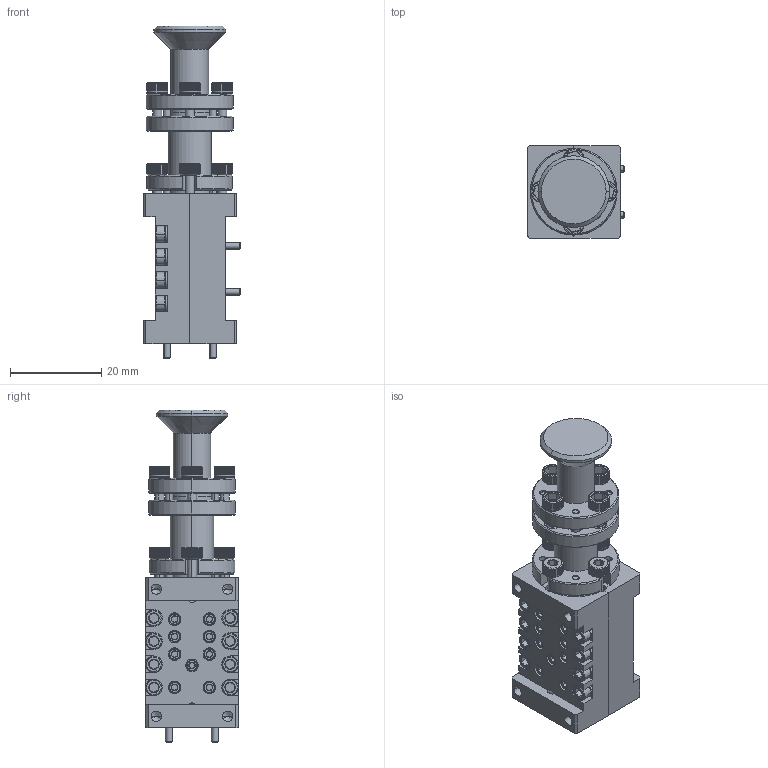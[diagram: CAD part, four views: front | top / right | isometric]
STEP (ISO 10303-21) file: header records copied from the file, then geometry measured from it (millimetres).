
FILE_DESCRIPTION (( 'STEP AP203' ), '1' );
FILE_NAME ('SAF-5037531340-165-S1-148-DP.STEP', '2019-06-28T21:25:27', ( '' ), ( '' ), 'SwSTEP 2.0', 'SolidWorks 2016', '' );
FILE_SCHEMA (( 'CONFIG_CONTROL_DESIGN' ));
Products named in the file (1): SAF-5037531340-165-S1-148-DP
Bounding box: 21.3 x 20.37 x 72.96 mm (x, y, z)
Volume: 15505.8 mm3; surface area: 14093.2 mm2
Topology: 57 solids, 66 shells, 2616 faces, 6564 edges, 4081 vertices
Faces by surface type: plane 1212, cylinder 807, cone 565, bspline 16, torus 16
Entity records: 81045 total; most frequent: CARTESIAN_POINT 21197, ORIENTED_EDGE 12868, DIRECTION 11814, EDGE_CURVE 6434, AXIS2_PLACEMENT_3D 4564, VERTEX_POINT 4081, EDGE_LOOP 2829, LINE 2686
